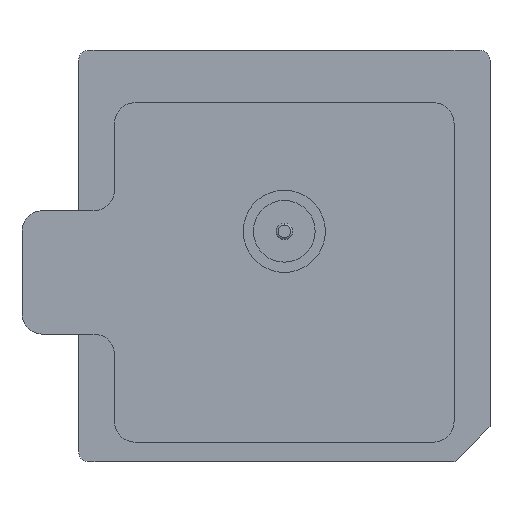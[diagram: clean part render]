
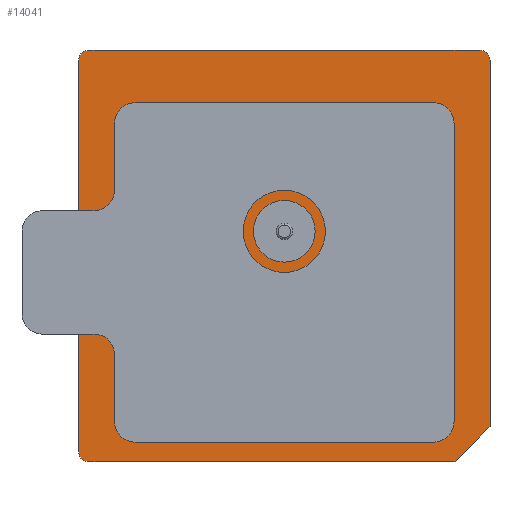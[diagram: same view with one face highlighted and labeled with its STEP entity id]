
A CAD part, front view. The second image highlights one B-rep face of the part: STEP entity #14041.
In plain terms, the highlighted planar face has unit normal (0, -1, 0).
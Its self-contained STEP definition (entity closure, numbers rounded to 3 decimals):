
#314 = LINE ( 'NONE', #6029, #6161 ) ;
#342 = CARTESIAN_POINT ( 'NONE',  ( -9.5, 0., 9.5 ) ) ;
#411 = EDGE_CURVE ( 'NONE', #776, #17177, #9209, .T. ) ;
#473 = CIRCLE ( 'NONE', #2570, 1.5 ) ;
#686 = DIRECTION ( 'NONE',  ( 0., 0., 1. ) ) ;
#730 = ORIENTED_EDGE ( 'NONE', *, *, #10730, .F. ) ;
#776 = VERTEX_POINT ( 'NONE', #16590 ) ;
#850 = VERTEX_POINT ( 'NONE', #2672 ) ;
#1060 = ORIENTED_EDGE ( 'NONE', *, *, #16693, .F. ) ;
#1364 = PLANE ( 'NONE',  #10144 ) ;
#1393 = EDGE_CURVE ( 'NONE', #1536, #17846, #10172, .T. ) ;
#1482 = EDGE_CURVE ( 'NONE', #16490, #7484, #314, .T. ) ;
#1536 = VERTEX_POINT ( 'NONE', #6037 ) ;
#1649 = ORIENTED_EDGE ( 'NONE', *, *, #5264, .T. ) ;
#1729 = DIRECTION ( 'NONE',  ( 0., 0., 1. ) ) ;
#1803 = CARTESIAN_POINT ( 'NONE',  ( -8., 0., -10. ) ) ;
#1827 = CARTESIAN_POINT ( 'NONE',  ( 10., 0., 8. ) ) ;
#2304 = EDGE_CURVE ( 'NONE', #850, #776, #18315, .T. ) ;
#2427 = EDGE_CURVE ( 'NONE', #17233, #5722, #6076, .T. ) ;
#2570 = AXIS2_PLACEMENT_3D ( 'NONE', #3672, #11160, #10027 ) ;
#2672 = CARTESIAN_POINT ( 'NONE',  ( -9.5, 0., 10. ) ) ;
#2813 = EDGE_CURVE ( 'NONE', #10134, #1536, #10509, .T. ) ;
#3150 = DIRECTION ( 'NONE',  ( 0., -1., 0. ) ) ;
#3313 = CARTESIAN_POINT ( 'NONE',  ( 10., 0., -10. ) ) ;
#3439 = CARTESIAN_POINT ( 'NONE',  ( -10., 0., 10. ) ) ;
#3534 = VERTEX_POINT ( 'NONE', #3962 ) ;
#3597 = EDGE_CURVE ( 'NONE', #16179, #4393, #473, .T. ) ;
#3672 = CARTESIAN_POINT ( 'NONE',  ( 0., 0., 1.2 ) ) ;
#3715 = CIRCLE ( 'NONE', #14198, 0.5 ) ;
#3811 = CARTESIAN_POINT ( 'NONE',  ( 10., 0., 10. ) ) ;
#3962 = CARTESIAN_POINT ( 'NONE',  ( -10., 0., 9.5 ) ) ;
#4018 = DIRECTION ( 'NONE',  ( 0., 1., 0. ) ) ;
#4130 = ORIENTED_EDGE ( 'NONE', *, *, #11711, .F. ) ;
#4355 = CIRCLE ( 'NONE', #4925, 1.5 ) ;
#4393 = VERTEX_POINT ( 'NONE', #16356 ) ;
#4400 = EDGE_CURVE ( 'NONE', #10095, #16490, #16196, .T. ) ;
#4666 = DIRECTION ( 'NONE',  ( 0.707, 0., 0.707 ) ) ;
#4694 = DIRECTION ( 'NONE',  ( 0., 0., -1. ) ) ;
#4834 = DIRECTION ( 'NONE',  ( 0., 0., 1. ) ) ;
#4925 = AXIS2_PLACEMENT_3D ( 'NONE', #13951, #4018, #8507 ) ;
#4978 = DIRECTION ( 'NONE',  ( 1., 0., 0. ) ) ;
#5010 = LINE ( 'NONE', #3439, #11509 ) ;
#5022 = VECTOR ( 'NONE', #13781, 1000. ) ;
#5144 = EDGE_CURVE ( 'NONE', #17233, #7107, #5010, .T. ) ;
#5264 = EDGE_CURVE ( 'NONE', #13352, #12865, #3715, .T. ) ;
#5272 = DIRECTION ( 'NONE',  ( 0., 0., -1. ) ) ;
#5334 = VECTOR ( 'NONE', #4666, 1000. ) ;
#5599 = ORIENTED_EDGE ( 'NONE', *, *, #1393, .F. ) ;
#5652 = CARTESIAN_POINT ( 'NONE',  ( 0., 0., -0.3 ) ) ;
#5658 = CARTESIAN_POINT ( 'NONE',  ( 10., 0., 9.5 ) ) ;
#5681 = CARTESIAN_POINT ( 'NONE',  ( 0., 0., 0. ) ) ;
#5683 = EDGE_CURVE ( 'NONE', #850, #3534, #12534, .T. ) ;
#5722 = VERTEX_POINT ( 'NONE', #7382 ) ;
#5867 = DIRECTION ( 'NONE',  ( 0., 0., 1. ) ) ;
#5909 = CARTESIAN_POINT ( 'NONE',  ( -10., 0., 10. ) ) ;
#5970 = DIRECTION ( 'NONE',  ( 0., -1., 0. ) ) ;
#6029 = CARTESIAN_POINT ( 'NONE',  ( 10., 0., -10. ) ) ;
#6037 = CARTESIAN_POINT ( 'NONE',  ( 10., 0., -8. ) ) ;
#6038 = CARTESIAN_POINT ( 'NONE',  ( 9.5, 0., 9.5 ) ) ;
#6076 = CIRCLE ( 'NONE', #10574, 0.5 ) ;
#6161 = VECTOR ( 'NONE', #11864, 1000. ) ;
#7107 = VERTEX_POINT ( 'NONE', #18471 ) ;
#7118 = CARTESIAN_POINT ( 'NONE',  ( 8., 0., -10. ) ) ;
#7382 = CARTESIAN_POINT ( 'NONE',  ( -9.5, 0., -10. ) ) ;
#7484 = VERTEX_POINT ( 'NONE', #1803 ) ;
#7492 = LINE ( 'NONE', #17552, #5334 ) ;
#7601 = LINE ( 'NONE', #5909, #17614 ) ;
#7698 = DIRECTION ( 'NONE',  ( -1., 0., 0. ) ) ;
#7994 = LINE ( 'NONE', #8440, #17945 ) ;
#8010 = LINE ( 'NONE', #3811, #16345 ) ;
#8211 = ORIENTED_EDGE ( 'NONE', *, *, #2304, .F. ) ;
#8440 = CARTESIAN_POINT ( 'NONE',  ( 10., 0., 10. ) ) ;
#8507 = DIRECTION ( 'NONE',  ( 0., 0., 1. ) ) ;
#8695 = CARTESIAN_POINT ( 'NONE',  ( 10., 0., -8.3 ) ) ;
#8736 = CARTESIAN_POINT ( 'NONE',  ( -10., 0., -9.5 ) ) ;
#8933 = ORIENTED_EDGE ( 'NONE', *, *, #4400, .F. ) ;
#8947 = CARTESIAN_POINT ( 'NONE',  ( -10., 0., 8. ) ) ;
#9209 = LINE ( 'NONE', #12048, #13567 ) ;
#9370 = EDGE_LOOP ( 'NONE', ( #8933, #14792, #5599, #12869, #12264, #1649, #16382, #14108, #8211, #17069, #730, #1060, #13752, #13306, #4130, #10773 ) ) ;
#9448 = CARTESIAN_POINT ( 'NONE',  ( -10., 0., 10. ) ) ;
#9585 = EDGE_CURVE ( 'NONE', #13352, #10134, #8010, .T. ) ;
#9925 = CARTESIAN_POINT ( 'NONE',  ( 10., 0., 10. ) ) ;
#10020 = VECTOR ( 'NONE', #12786, 1000. ) ;
#10027 = DIRECTION ( 'NONE',  ( 0., 0., 1. ) ) ;
#10095 = VERTEX_POINT ( 'NONE', #17080 ) ;
#10097 = DIRECTION ( 'NONE',  ( 0., 1., 0. ) ) ;
#10134 = VERTEX_POINT ( 'NONE', #1827 ) ;
#10144 = AXIS2_PLACEMENT_3D ( 'NONE', #5681, #10097, #14065 ) ;
#10172 = LINE ( 'NONE', #15925, #14283 ) ;
#10501 = VERTEX_POINT ( 'NONE', #8947 ) ;
#10509 = LINE ( 'NONE', #16264, #11468 ) ;
#10574 = AXIS2_PLACEMENT_3D ( 'NONE', #16245, #12535, #4834 ) ;
#10730 = EDGE_CURVE ( 'NONE', #10501, #3534, #7601, .T. ) ;
#10773 = ORIENTED_EDGE ( 'NONE', *, *, #1482, .F. ) ;
#11160 = DIRECTION ( 'NONE',  ( 0., 1., 0. ) ) ;
#11468 = VECTOR ( 'NONE', #4694, 1000. ) ;
#11509 = VECTOR ( 'NONE', #686, 1000. ) ;
#11523 = FACE_OUTER_BOUND ( 'NONE', #9370, .T. ) ;
#11643 = CARTESIAN_POINT ( 'NONE',  ( 9.5, 0., 10. ) ) ;
#11711 = EDGE_CURVE ( 'NONE', #7484, #5722, #13047, .T. ) ;
#11864 = DIRECTION ( 'NONE',  ( -1., 0., 0. ) ) ;
#12048 = CARTESIAN_POINT ( 'NONE',  ( 10., 0., 10. ) ) ;
#12093 = ORIENTED_EDGE ( 'NONE', *, *, #12303, .T. ) ;
#12264 = ORIENTED_EDGE ( 'NONE', *, *, #9585, .F. ) ;
#12303 = EDGE_CURVE ( 'NONE', #4393, #16179, #4355, .T. ) ;
#12534 = CIRCLE ( 'NONE', #17931, 0.5 ) ;
#12535 = DIRECTION ( 'NONE',  ( 0., -1., 0. ) ) ;
#12786 = DIRECTION ( 'NONE',  ( -1., 0., 0. ) ) ;
#12865 = VERTEX_POINT ( 'NONE', #11643 ) ;
#12869 = ORIENTED_EDGE ( 'NONE', *, *, #2813, .F. ) ;
#13047 = LINE ( 'NONE', #14390, #10020 ) ;
#13306 = ORIENTED_EDGE ( 'NONE', *, *, #2427, .T. ) ;
#13352 = VERTEX_POINT ( 'NONE', #5658 ) ;
#13536 = EDGE_CURVE ( 'NONE', #17177, #12865, #7994, .T. ) ;
#13567 = VECTOR ( 'NONE', #4978, 1000. ) ;
#13752 = ORIENTED_EDGE ( 'NONE', *, *, #5144, .F. ) ;
#13781 = DIRECTION ( 'NONE',  ( 0., 0., 1. ) ) ;
#13951 = CARTESIAN_POINT ( 'NONE',  ( 0., 0., 1.2 ) ) ;
#14041 = ADVANCED_FACE ( 'NONE', ( #15863, #11523 ), #1364, .F. ) ;
#14065 = DIRECTION ( 'NONE',  ( 0., 0., 1. ) ) ;
#14108 = ORIENTED_EDGE ( 'NONE', *, *, #411, .F. ) ;
#14198 = AXIS2_PLACEMENT_3D ( 'NONE', #6038, #3150, #1729 ) ;
#14283 = VECTOR ( 'NONE', #17427, 1000. ) ;
#14390 = CARTESIAN_POINT ( 'NONE',  ( 10., 0., -10. ) ) ;
#14792 = ORIENTED_EDGE ( 'NONE', *, *, #16866, .T. ) ;
#15863 = FACE_BOUND ( 'NONE', #18537, .T. ) ;
#15925 = CARTESIAN_POINT ( 'NONE',  ( 10., 0., 10. ) ) ;
#15972 = DIRECTION ( 'NONE',  ( 1., 0., 0. ) ) ;
#16179 = VERTEX_POINT ( 'NONE', #5652 ) ;
#16196 = LINE ( 'NONE', #3313, #17504 ) ;
#16245 = CARTESIAN_POINT ( 'NONE',  ( -9.5, 0., -9.5 ) ) ;
#16264 = CARTESIAN_POINT ( 'NONE',  ( 10., 0., 10. ) ) ;
#16345 = VECTOR ( 'NONE', #5272, 1000. ) ;
#16356 = CARTESIAN_POINT ( 'NONE',  ( 0., 0., 2.7 ) ) ;
#16382 = ORIENTED_EDGE ( 'NONE', *, *, #13536, .F. ) ;
#16490 = VERTEX_POINT ( 'NONE', #7118 ) ;
#16530 = ORIENTED_EDGE ( 'NONE', *, *, #3597, .T. ) ;
#16590 = CARTESIAN_POINT ( 'NONE',  ( -8., 0., 10. ) ) ;
#16634 = LINE ( 'NONE', #9448, #5022 ) ;
#16693 = EDGE_CURVE ( 'NONE', #7107, #10501, #16634, .T. ) ;
#16866 = EDGE_CURVE ( 'NONE', #10095, #17846, #7492, .T. ) ;
#16916 = DIRECTION ( 'NONE',  ( 1., 0., 0. ) ) ;
#17069 = ORIENTED_EDGE ( 'NONE', *, *, #5683, .T. ) ;
#17080 = CARTESIAN_POINT ( 'NONE',  ( 8.3, 0., -10. ) ) ;
#17177 = VERTEX_POINT ( 'NONE', #18075 ) ;
#17199 = VECTOR ( 'NONE', #16916, 1000. ) ;
#17233 = VERTEX_POINT ( 'NONE', #8736 ) ;
#17407 = DIRECTION ( 'NONE',  ( 0., 0., 1. ) ) ;
#17427 = DIRECTION ( 'NONE',  ( 0., 0., -1. ) ) ;
#17504 = VECTOR ( 'NONE', #7698, 1000. ) ;
#17552 = CARTESIAN_POINT ( 'NONE',  ( 8.3, 0., -10. ) ) ;
#17614 = VECTOR ( 'NONE', #17407, 1000. ) ;
#17846 = VERTEX_POINT ( 'NONE', #8695 ) ;
#17931 = AXIS2_PLACEMENT_3D ( 'NONE', #342, #5970, #5867 ) ;
#17945 = VECTOR ( 'NONE', #15972, 1000. ) ;
#18075 = CARTESIAN_POINT ( 'NONE',  ( 8., 0., 10. ) ) ;
#18315 = LINE ( 'NONE', #9925, #17199 ) ;
#18471 = CARTESIAN_POINT ( 'NONE',  ( -10., 0., -8. ) ) ;
#18537 = EDGE_LOOP ( 'NONE', ( #12093, #16530 ) ) ;
